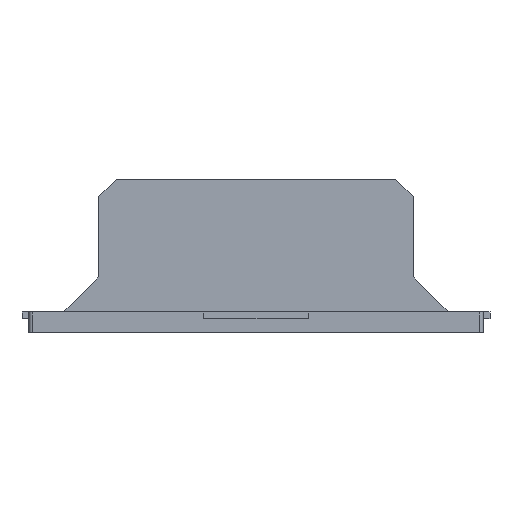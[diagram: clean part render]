
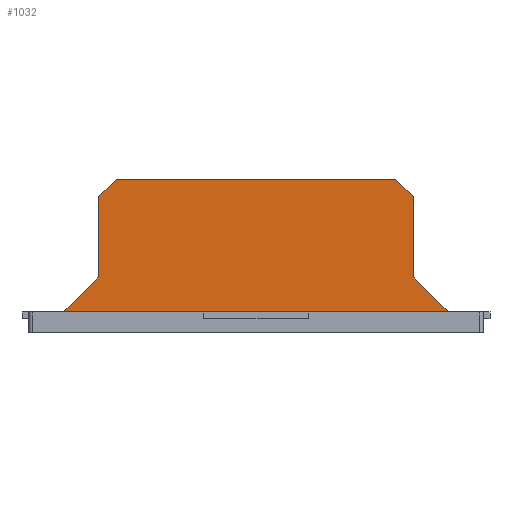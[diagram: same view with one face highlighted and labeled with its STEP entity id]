
A CAD part, left-side view. The second image highlights one B-rep face of the part: STEP entity #1032.
In plain terms, the highlighted planar face has unit normal (-1, 0, 0).
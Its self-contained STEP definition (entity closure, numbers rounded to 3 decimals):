
#54=FACE_OUTER_BOUND('',#111,.T.);
#111=EDGE_LOOP('',(#808,#809,#810,#811,#812,#813,#814,#815));
#194=LINE('',#1530,#333);
#224=LINE('',#1591,#363);
#228=LINE('',#1598,#367);
#233=LINE('',#1609,#372);
#235=LINE('',#1613,#374);
#236=LINE('',#1614,#375);
#237=LINE('',#1616,#376);
#238=LINE('',#1617,#377);
#333=VECTOR('',#1228,10.);
#363=VECTOR('',#1282,10.);
#367=VECTOR('',#1288,10.);
#372=VECTOR('',#1297,10.);
#374=VECTOR('',#1301,10.);
#375=VECTOR('',#1302,10.);
#376=VECTOR('',#1303,10.);
#377=VECTOR('',#1304,10.);
#467=VERTEX_POINT('',#1528);
#468=VERTEX_POINT('',#1529);
#486=VERTEX_POINT('',#1588);
#487=VERTEX_POINT('',#1590);
#489=VERTEX_POINT('',#1596);
#493=VERTEX_POINT('',#1608);
#494=VERTEX_POINT('',#1612);
#495=VERTEX_POINT('',#1615);
#572=EDGE_CURVE('',#467,#468,#194,.T.);
#602=EDGE_CURVE('',#486,#487,#224,.T.);
#606=EDGE_CURVE('',#489,#486,#228,.T.);
#611=EDGE_CURVE('',#493,#489,#233,.T.);
#613=EDGE_CURVE('',#494,#493,#235,.T.);
#614=EDGE_CURVE('',#468,#494,#236,.T.);
#615=EDGE_CURVE('',#495,#467,#237,.T.);
#616=EDGE_CURVE('',#495,#487,#238,.T.);
#808=ORIENTED_EDGE('',*,*,#602,.F.);
#809=ORIENTED_EDGE('',*,*,#606,.F.);
#810=ORIENTED_EDGE('',*,*,#611,.F.);
#811=ORIENTED_EDGE('',*,*,#613,.F.);
#812=ORIENTED_EDGE('',*,*,#614,.F.);
#813=ORIENTED_EDGE('',*,*,#572,.F.);
#814=ORIENTED_EDGE('',*,*,#615,.F.);
#815=ORIENTED_EDGE('',*,*,#616,.T.);
#981=PLANE('',#1111);
#1032=ADVANCED_FACE('',(#54),#981,.T.);
#1111=AXIS2_PLACEMENT_3D('',#1611,#1299,#1300);
#1228=DIRECTION('',(0.,1.,0.));
#1282=DIRECTION('',(0.,-0.707,-0.707));
#1288=DIRECTION('',(0.,-1.,0.));
#1297=DIRECTION('',(0.,-0.707,0.707));
#1299=DIRECTION('center_axis',(-1.,0.,0.));
#1300=DIRECTION('ref_axis',(0.,-1.,0.));
#1301=DIRECTION('',(0.,0.,1.));
#1302=DIRECTION('',(0.,-0.707,0.707));
#1303=DIRECTION('',(0.,-0.707,-0.707));
#1304=DIRECTION('',(0.,0.,1.));
#1528=CARTESIAN_POINT('',(1.,2.,1.2));
#1529=CARTESIAN_POINT('',(1.,24.,1.2));
#1530=CARTESIAN_POINT('',(1.,17.5,1.2));
#1588=CARTESIAN_POINT('',(1.,5.,8.8));
#1590=CARTESIAN_POINT('',(1.,4.,7.8));
#1591=CARTESIAN_POINT('',(1.,7.1,10.9));
#1596=CARTESIAN_POINT('',(1.,21.,8.8));
#1598=CARTESIAN_POINT('',(1.,26.,8.8));
#1608=CARTESIAN_POINT('',(1.,22.,7.8));
#1609=CARTESIAN_POINT('',(1.,23.4,6.4));
#1611=CARTESIAN_POINT('Origin',(1.,22.,1.2));
#1612=CARTESIAN_POINT('',(1.,22.,3.2));
#1613=CARTESIAN_POINT('',(1.,22.,1.2));
#1614=CARTESIAN_POINT('',(1.,23.,2.2));
#1615=CARTESIAN_POINT('',(1.,4.,3.2));
#1616=CARTESIAN_POINT('',(1.,7.5,6.7));
#1617=CARTESIAN_POINT('',(1.,4.,1.2));
